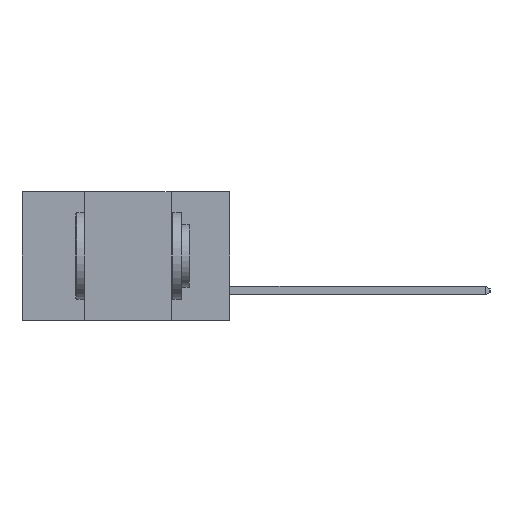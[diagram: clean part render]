
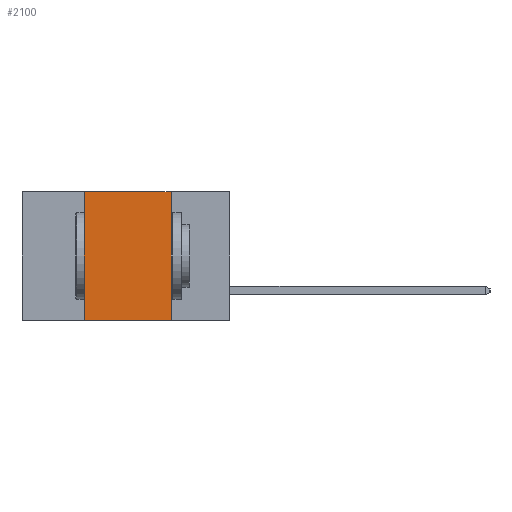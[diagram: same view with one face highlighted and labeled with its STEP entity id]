
A CAD part, left-side view. The second image highlights one B-rep face of the part: STEP entity #2100.
In plain terms, the highlighted planar face has unit normal (-1, 0, 0).
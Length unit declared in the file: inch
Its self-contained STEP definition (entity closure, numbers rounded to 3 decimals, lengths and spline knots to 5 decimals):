
#357 = EDGE_CURVE ( 'NONE', #2179, #1704, #9714, .T. ) ;
#597 = LINE ( 'NONE', #7547, #8690 ) ;
#720 = VECTOR ( 'NONE', #8855, 39.37008 ) ;
#1175 = FACE_OUTER_BOUND ( 'NONE', #8850, .T. ) ;
#1580 = LINE ( 'NONE', #8140, #9951 ) ;
#1704 = VERTEX_POINT ( 'NONE', #9368 ) ;
#2100 = ADVANCED_FACE ( 'NONE', ( #1175 ), #12897, .F. ) ;
#2179 = VERTEX_POINT ( 'NONE', #2647 ) ;
#2647 = CARTESIAN_POINT ( 'NONE',  ( 0., 0.42, 0. ) ) ;
#2791 = ORIENTED_EDGE ( 'NONE', *, *, #6915, .T. ) ;
#2839 = CARTESIAN_POINT ( 'NONE',  ( 0., 0.17, -0.37 ) ) ;
#2961 = CARTESIAN_POINT ( 'NONE',  ( 0., 0.42, -0.37 ) ) ;
#3974 = LINE ( 'NONE', #6664, #720 ) ;
#4346 = ORIENTED_EDGE ( 'NONE', *, *, #8385, .F. ) ;
#4610 = CARTESIAN_POINT ( 'NONE',  ( 0., 0.6, 0. ) ) ;
#5194 = DIRECTION ( 'NONE',  ( 1., 0., 0. ) ) ;
#5511 = VERTEX_POINT ( 'NONE', #2961 ) ;
#5536 = ORIENTED_EDGE ( 'NONE', *, *, #357, .F. ) ;
#6664 = CARTESIAN_POINT ( 'NONE',  ( 0., 0.17, 0. ) ) ;
#6915 = EDGE_CURVE ( 'NONE', #5511, #7624, #1580, .T. ) ;
#7529 = DIRECTION ( 'NONE',  ( 0., 0., 1. ) ) ;
#7547 = CARTESIAN_POINT ( 'NONE',  ( 0., 0.42, 0. ) ) ;
#7624 = VERTEX_POINT ( 'NONE', #2839 ) ;
#8140 = CARTESIAN_POINT ( 'NONE',  ( 0., 0.6, -0.37 ) ) ;
#8214 = DIRECTION ( 'NONE',  ( 0., -1., 0. ) ) ;
#8385 = EDGE_CURVE ( 'NONE', #5511, #2179, #597, .T. ) ;
#8417 = DIRECTION ( 'NONE',  ( 0., 0., -1. ) ) ;
#8690 = VECTOR ( 'NONE', #7529, 39.37008 ) ;
#8850 = EDGE_LOOP ( 'NONE', ( #12777, #5536, #4346, #2791 ) ) ;
#8855 = DIRECTION ( 'NONE',  ( 0., 0., -1. ) ) ;
#9368 = CARTESIAN_POINT ( 'NONE',  ( 0., 0.17, 0. ) ) ;
#9714 = LINE ( 'NONE', #12537, #12206 ) ;
#9799 = EDGE_CURVE ( 'NONE', #1704, #7624, #3974, .T. ) ;
#9951 = VECTOR ( 'NONE', #8214, 39.37008 ) ;
#10406 = DIRECTION ( 'NONE',  ( 0., -1., 0. ) ) ;
#12206 = VECTOR ( 'NONE', #10406, 39.37008 ) ;
#12537 = CARTESIAN_POINT ( 'NONE',  ( 0., 0.6, 0. ) ) ;
#12777 = ORIENTED_EDGE ( 'NONE', *, *, #9799, .F. ) ;
#12897 = PLANE ( 'NONE',  #13127 ) ;
#13127 = AXIS2_PLACEMENT_3D ( 'NONE', #4610, #5194, #8417 ) ;
